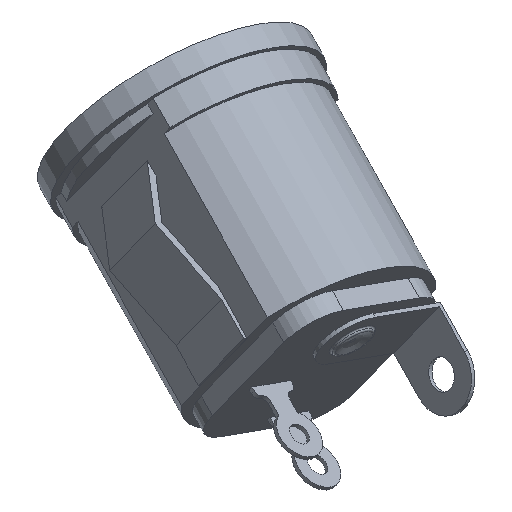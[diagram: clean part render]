
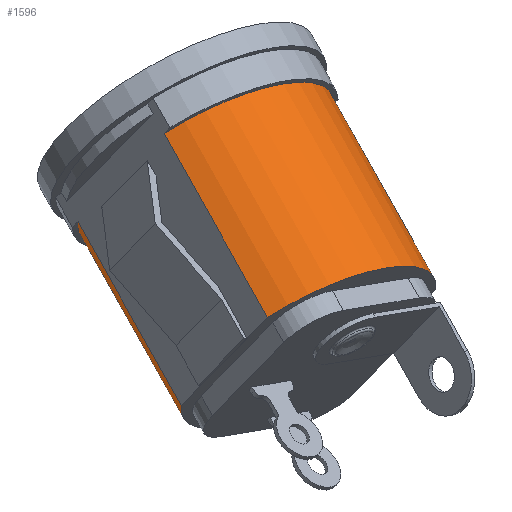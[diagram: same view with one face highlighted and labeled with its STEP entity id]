
A CAD part, top view. The second image highlights one B-rep face of the part: STEP entity #1596.
In plain terms, the highlighted cylindrical face has radius 6 mm (diameter 12 mm), a partial arc.
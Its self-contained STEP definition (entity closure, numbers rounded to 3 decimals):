
#158=FACE_OUTER_BOUND('',#261,.T.);
#261=EDGE_LOOP('',(#1240,#1241,#1242,#1243,#1244,#1245,#1246,#1247,#1248,
#1249,#1250,#1251));
#376=LINE('',#2557,#518);
#377=LINE('',#2561,#519);
#378=LINE('',#2565,#520);
#379=LINE('',#2569,#521);
#380=LINE('',#2573,#522);
#381=LINE('',#2576,#523);
#518=VECTOR('',#2093,10.);
#519=VECTOR('',#2096,10.);
#520=VECTOR('',#2099,10.);
#521=VECTOR('',#2102,10.);
#522=VECTOR('',#2105,10.);
#523=VECTOR('',#2108,10.);
#633=CIRCLE('',#1760,6.);
#634=CIRCLE('',#1762,6.);
#635=CIRCLE('',#1763,6.);
#636=CIRCLE('',#1764,6.);
#637=CIRCLE('',#1765,6.);
#638=CIRCLE('',#1766,6.);
#734=VERTEX_POINT('',#2551);
#735=VERTEX_POINT('',#2552);
#736=VERTEX_POINT('',#2556);
#737=VERTEX_POINT('',#2558);
#738=VERTEX_POINT('',#2560);
#739=VERTEX_POINT('',#2562);
#740=VERTEX_POINT('',#2564);
#741=VERTEX_POINT('',#2566);
#742=VERTEX_POINT('',#2568);
#743=VERTEX_POINT('',#2570);
#744=VERTEX_POINT('',#2572);
#745=VERTEX_POINT('',#2574);
#915=EDGE_CURVE('',#734,#735,#633,.T.);
#916=EDGE_CURVE('',#736,#734,#376,.T.);
#917=EDGE_CURVE('',#736,#737,#634,.T.);
#918=EDGE_CURVE('',#737,#738,#377,.T.);
#919=EDGE_CURVE('',#738,#739,#635,.T.);
#920=EDGE_CURVE('',#739,#740,#378,.T.);
#921=EDGE_CURVE('',#740,#741,#636,.T.);
#922=EDGE_CURVE('',#741,#742,#379,.T.);
#923=EDGE_CURVE('',#742,#743,#637,.T.);
#924=EDGE_CURVE('',#744,#743,#380,.T.);
#925=EDGE_CURVE('',#744,#745,#638,.T.);
#926=EDGE_CURVE('',#745,#735,#381,.T.);
#1240=ORIENTED_EDGE('',*,*,#916,.F.);
#1241=ORIENTED_EDGE('',*,*,#917,.T.);
#1242=ORIENTED_EDGE('',*,*,#918,.T.);
#1243=ORIENTED_EDGE('',*,*,#919,.T.);
#1244=ORIENTED_EDGE('',*,*,#920,.T.);
#1245=ORIENTED_EDGE('',*,*,#921,.T.);
#1246=ORIENTED_EDGE('',*,*,#922,.T.);
#1247=ORIENTED_EDGE('',*,*,#923,.T.);
#1248=ORIENTED_EDGE('',*,*,#924,.F.);
#1249=ORIENTED_EDGE('',*,*,#925,.T.);
#1250=ORIENTED_EDGE('',*,*,#926,.T.);
#1251=ORIENTED_EDGE('',*,*,#915,.F.);
#1438=CYLINDRICAL_SURFACE('',#1761,6.);
#1596=ADVANCED_FACE('',(#158),#1438,.T.);
#1760=AXIS2_PLACEMENT_3D('',#2554,#2089,#2090);
#1761=AXIS2_PLACEMENT_3D('',#2555,#2091,#2092);
#1762=AXIS2_PLACEMENT_3D('',#2559,#2094,#2095);
#1763=AXIS2_PLACEMENT_3D('',#2563,#2097,#2098);
#1764=AXIS2_PLACEMENT_3D('',#2567,#2100,#2101);
#1765=AXIS2_PLACEMENT_3D('',#2571,#2103,#2104);
#1766=AXIS2_PLACEMENT_3D('',#2575,#2106,#2107);
#2089=DIRECTION('center_axis',(0.463,-0.825,0.324));
#2090=DIRECTION('ref_axis',(-0.542,-0.553,-0.633));
#2091=DIRECTION('center_axis',(-0.463,0.825,-0.324));
#2092=DIRECTION('ref_axis',(0.286,-0.208,-0.936));
#2093=DIRECTION('',(-0.463,0.825,-0.324));
#2094=DIRECTION('center_axis',(-0.463,0.825,-0.324));
#2095=DIRECTION('ref_axis',(0.286,-0.208,-0.936));
#2096=DIRECTION('',(-0.463,0.825,-0.324));
#2097=DIRECTION('center_axis',(0.463,-0.825,0.324));
#2098=DIRECTION('ref_axis',(0.286,-0.208,-0.936));
#2099=DIRECTION('',(-0.463,0.825,-0.324));
#2100=DIRECTION('center_axis',(0.463,-0.825,0.324));
#2101=DIRECTION('ref_axis',(0.286,-0.208,-0.936));
#2102=DIRECTION('',(0.463,-0.825,0.324));
#2103=DIRECTION('center_axis',(0.463,-0.825,0.324));
#2104=DIRECTION('ref_axis',(-0.286,0.208,0.936));
#2105=DIRECTION('',(-0.463,0.825,-0.324));
#2106=DIRECTION('center_axis',(-0.463,0.825,-0.324));
#2107=DIRECTION('ref_axis',(-0.286,0.208,0.936));
#2108=DIRECTION('',(-0.463,0.825,-0.324));
#2551=CARTESIAN_POINT('',(8.385,11.93,-4.672));
#2552=CARTESIAN_POINT('',(11.977,15.597,-0.47));
#2554=CARTESIAN_POINT('Origin',(6.672,13.176,0.942));
#2555=CARTESIAN_POINT('Origin',(11.439,4.679,4.283));
#2556=CARTESIAN_POINT('',(13.152,3.433,-1.33));
#2557=CARTESIAN_POINT('',(13.152,3.433,-1.33));
#2558=CARTESIAN_POINT('',(6.133,2.258,5.696));
#2559=CARTESIAN_POINT('Origin',(11.439,4.679,4.283));
#2560=CARTESIAN_POINT('',(1.83,9.931,2.679));
#2561=CARTESIAN_POINT('',(6.133,2.258,5.696));
#2562=CARTESIAN_POINT('',(8.836,11.098,-4.349));
#2563=CARTESIAN_POINT('Origin',(7.135,12.351,1.266));
#2564=CARTESIAN_POINT('',(8.142,12.335,-4.836));
#2565=CARTESIAN_POINT('',(13.14,3.426,-1.332));
#2566=CARTESIAN_POINT('',(11.747,16.015,-0.62));
#2567=CARTESIAN_POINT('Origin',(6.441,13.589,0.78));
#2568=CARTESIAN_POINT('',(12.441,14.778,-0.133));
#2569=CARTESIAN_POINT('',(16.745,7.105,2.884));
#2570=CARTESIAN_POINT('',(5.421,13.598,6.88));
#2571=CARTESIAN_POINT('Origin',(7.135,12.351,1.266));
#2572=CARTESIAN_POINT('',(9.725,5.925,9.897));
#2573=CARTESIAN_POINT('',(9.725,5.925,9.897));
#2574=CARTESIAN_POINT('',(16.744,7.1,2.871));
#2575=CARTESIAN_POINT('Origin',(11.439,4.679,4.283));
#2576=CARTESIAN_POINT('',(16.744,7.1,2.871));
